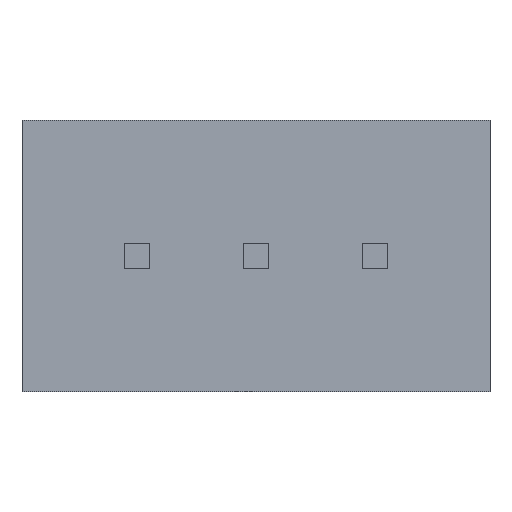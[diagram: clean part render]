
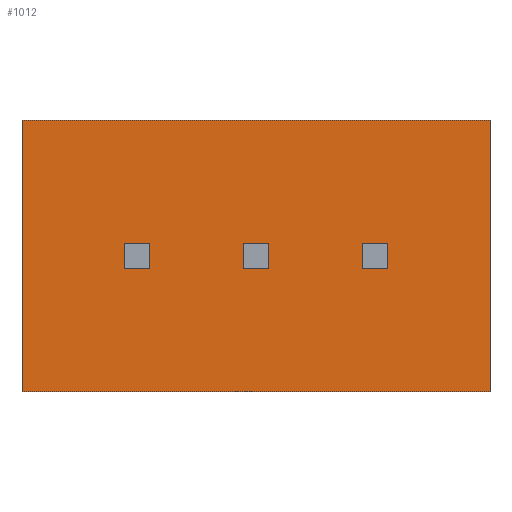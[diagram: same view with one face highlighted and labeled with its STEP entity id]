
A CAD part, front view. The second image highlights one B-rep face of the part: STEP entity #1012.
In plain terms, the highlighted planar face has unit normal (0, -1, 0).
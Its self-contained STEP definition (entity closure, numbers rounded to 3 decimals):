
#24=FACE_BOUND('',#120,.T.);
#25=FACE_BOUND('',#121,.T.);
#26=FACE_BOUND('',#122,.T.);
#62=FACE_OUTER_BOUND('',#119,.T.);
#119=EDGE_LOOP('',(#835,#836,#837,#838));
#120=EDGE_LOOP('',(#839,#840,#841,#842));
#121=EDGE_LOOP('',(#843,#844,#845,#846));
#122=EDGE_LOOP('',(#847,#848,#849,#850));
#143=LINE('',#1358,#281);
#146=LINE('',#1364,#284);
#149=LINE('',#1370,#287);
#152=LINE('',#1374,#290);
#155=LINE('',#1382,#293);
#158=LINE('',#1388,#296);
#161=LINE('',#1394,#299);
#164=LINE('',#1398,#302);
#167=LINE('',#1406,#305);
#170=LINE('',#1412,#308);
#173=LINE('',#1418,#311);
#176=LINE('',#1422,#314);
#198=LINE('',#1469,#336);
#211=LINE('',#1494,#349);
#236=LINE('',#1542,#374);
#242=LINE('',#1554,#380);
#281=VECTOR('',#1108,10.);
#284=VECTOR('',#1113,10.);
#287=VECTOR('',#1118,10.);
#290=VECTOR('',#1123,10.);
#293=VECTOR('',#1128,10.);
#296=VECTOR('',#1133,10.);
#299=VECTOR('',#1138,10.);
#302=VECTOR('',#1143,10.);
#305=VECTOR('',#1148,10.);
#308=VECTOR('',#1153,10.);
#311=VECTOR('',#1158,10.);
#314=VECTOR('',#1163,10.);
#336=VECTOR('',#1197,10.);
#349=VECTOR('',#1216,10.);
#374=VECTOR('',#1259,10.);
#380=VECTOR('',#1273,10.);
#419=VERTEX_POINT('',#1355);
#420=VERTEX_POINT('',#1357);
#422=VERTEX_POINT('',#1363);
#424=VERTEX_POINT('',#1369);
#427=VERTEX_POINT('',#1379);
#428=VERTEX_POINT('',#1381);
#430=VERTEX_POINT('',#1387);
#432=VERTEX_POINT('',#1393);
#435=VERTEX_POINT('',#1403);
#436=VERTEX_POINT('',#1405);
#438=VERTEX_POINT('',#1411);
#440=VERTEX_POINT('',#1417);
#458=VERTEX_POINT('',#1466);
#459=VERTEX_POINT('',#1468);
#467=VERTEX_POINT('',#1491);
#468=VERTEX_POINT('',#1493);
#511=EDGE_CURVE('',#420,#419,#143,.T.);
#514=EDGE_CURVE('',#422,#420,#146,.T.);
#517=EDGE_CURVE('',#424,#422,#149,.T.);
#520=EDGE_CURVE('',#419,#424,#152,.T.);
#523=EDGE_CURVE('',#428,#427,#155,.T.);
#526=EDGE_CURVE('',#430,#428,#158,.T.);
#529=EDGE_CURVE('',#432,#430,#161,.T.);
#532=EDGE_CURVE('',#427,#432,#164,.T.);
#535=EDGE_CURVE('',#436,#435,#167,.T.);
#538=EDGE_CURVE('',#438,#436,#170,.T.);
#541=EDGE_CURVE('',#440,#438,#173,.T.);
#544=EDGE_CURVE('',#435,#440,#176,.T.);
#566=EDGE_CURVE('',#459,#458,#198,.T.);
#579=EDGE_CURVE('',#468,#467,#211,.T.);
#604=EDGE_CURVE('',#458,#468,#236,.T.);
#610=EDGE_CURVE('',#467,#459,#242,.T.);
#835=ORIENTED_EDGE('',*,*,#610,.T.);
#836=ORIENTED_EDGE('',*,*,#566,.T.);
#837=ORIENTED_EDGE('',*,*,#604,.T.);
#838=ORIENTED_EDGE('',*,*,#579,.T.);
#839=ORIENTED_EDGE('',*,*,#517,.T.);
#840=ORIENTED_EDGE('',*,*,#514,.T.);
#841=ORIENTED_EDGE('',*,*,#511,.T.);
#842=ORIENTED_EDGE('',*,*,#520,.T.);
#843=ORIENTED_EDGE('',*,*,#529,.T.);
#844=ORIENTED_EDGE('',*,*,#526,.T.);
#845=ORIENTED_EDGE('',*,*,#523,.T.);
#846=ORIENTED_EDGE('',*,*,#532,.T.);
#847=ORIENTED_EDGE('',*,*,#541,.T.);
#848=ORIENTED_EDGE('',*,*,#538,.T.);
#849=ORIENTED_EDGE('',*,*,#535,.T.);
#850=ORIENTED_EDGE('',*,*,#544,.T.);
#958=PLANE('',#1083);
#1012=ADVANCED_FACE('',(#62,#24,#25,#26),#958,.F.);
#1083=AXIS2_PLACEMENT_3D('',#1556,#1276,#1277);
#1108=DIRECTION('',(0.,0.,-1.));
#1113=DIRECTION('',(1.,0.,0.));
#1118=DIRECTION('',(0.,0.,1.));
#1123=DIRECTION('',(-1.,0.,0.));
#1128=DIRECTION('',(0.,0.,-1.));
#1133=DIRECTION('',(1.,0.,0.));
#1138=DIRECTION('',(0.,0.,1.));
#1143=DIRECTION('',(-1.,0.,0.));
#1148=DIRECTION('',(0.,0.,-1.));
#1153=DIRECTION('',(1.,0.,0.));
#1158=DIRECTION('',(0.,0.,1.));
#1163=DIRECTION('',(-1.,0.,0.));
#1197=DIRECTION('',(0.,0.,1.));
#1216=DIRECTION('',(0.,0.,-1.));
#1259=DIRECTION('',(-1.,0.,0.));
#1273=DIRECTION('',(1.,0.,0.));
#1276=DIRECTION('center_axis',(0.,1.,0.));
#1277=DIRECTION('ref_axis',(1.,0.,0.));
#1355=CARTESIAN_POINT('',(2.815,0.,-0.275));
#1357=CARTESIAN_POINT('',(2.815,0.,0.275));
#1358=CARTESIAN_POINT('',(2.815,0.,0.138));
#1363=CARTESIAN_POINT('',(2.265,0.,0.275));
#1364=CARTESIAN_POINT('',(1.133,0.,0.275));
#1369=CARTESIAN_POINT('',(2.265,0.,-0.275));
#1370=CARTESIAN_POINT('',(2.265,0.,-0.138));
#1374=CARTESIAN_POINT('',(1.408,0.,-0.275));
#1379=CARTESIAN_POINT('',(0.275,0.,-0.275));
#1381=CARTESIAN_POINT('',(0.275,0.,0.275));
#1382=CARTESIAN_POINT('',(0.275,0.,0.138));
#1387=CARTESIAN_POINT('',(-0.275,0.,0.275));
#1388=CARTESIAN_POINT('',(-0.138,0.,0.275));
#1393=CARTESIAN_POINT('',(-0.275,0.,-0.275));
#1394=CARTESIAN_POINT('',(-0.275,0.,-0.138));
#1398=CARTESIAN_POINT('',(0.138,0.,-0.275));
#1403=CARTESIAN_POINT('',(-2.265,0.,-0.275));
#1405=CARTESIAN_POINT('',(-2.265,0.,0.275));
#1406=CARTESIAN_POINT('',(-2.265,0.,0.138));
#1411=CARTESIAN_POINT('',(-2.815,0.,0.275));
#1412=CARTESIAN_POINT('',(-1.408,0.,0.275));
#1417=CARTESIAN_POINT('',(-2.815,0.,-0.275));
#1418=CARTESIAN_POINT('',(-2.815,0.,-0.138));
#1422=CARTESIAN_POINT('',(-1.133,0.,-0.275));
#1466=CARTESIAN_POINT('',(5.,0.,2.9));
#1468=CARTESIAN_POINT('',(5.,0.,-2.9));
#1469=CARTESIAN_POINT('',(5.,0.,-2.9));
#1491=CARTESIAN_POINT('',(-5.,0.,-2.9));
#1493=CARTESIAN_POINT('',(-5.,0.,2.9));
#1494=CARTESIAN_POINT('',(-5.,0.,2.9));
#1542=CARTESIAN_POINT('',(5.,0.,2.9));
#1554=CARTESIAN_POINT('',(-5.,0.,-2.9));
#1556=CARTESIAN_POINT('Origin',(0.,0.,0.));
